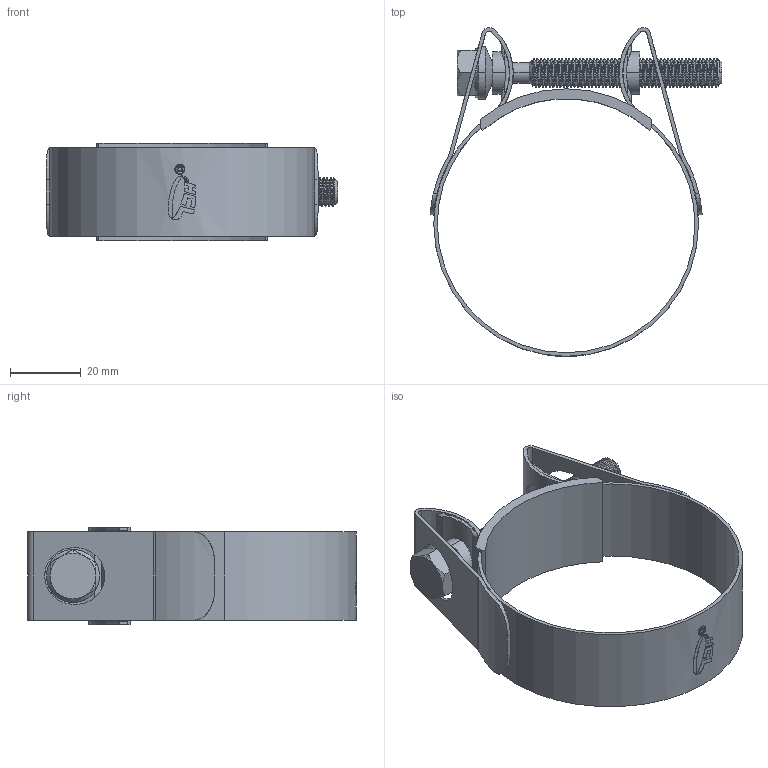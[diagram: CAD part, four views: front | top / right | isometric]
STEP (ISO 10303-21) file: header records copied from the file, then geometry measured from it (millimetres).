
FILE_DESCRIPTION (( 'STEP AP214' ), '1' );
FILE_NAME ('BBC-68-SUPRA-W2.step', '2025-06-05T13:54:19', ( '' ), ( '' ), 'SwSTEP 2.0', 'SolidWorks 2025', '' );
FILE_SCHEMA (( 'AUTOMOTIVE_DESIGN' ));
Length unit declared in the file: millimetre
Products named in the file (1): BBC-68-SUPRA-W2
Bounding box: 82.61 x 93.15 x 27.5 mm (x, y, z)
Volume: 14717.8 mm3; surface area: 25237.8 mm2
Topology: 5 solids, 5 shells, 351 faces, 957 edges, 624 vertices
Faces by surface type: cylinder 218, bspline 58, plane 46, cone 29
Entity records: 37567 total; most frequent: CARTESIAN_POINT 29903, ORIENTED_EDGE 1914, DIRECTION 1163, EDGE_CURVE 957, VERTEX_POINT 624, AXIS2_PLACEMENT_3D 409, EDGE_LOOP 371, FACE_OUTER_BOUND 351
